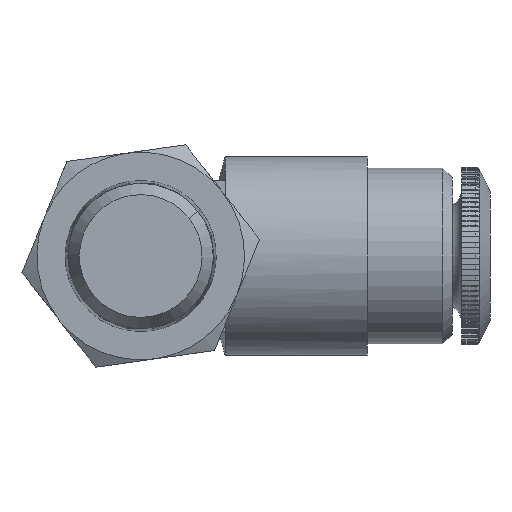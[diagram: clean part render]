
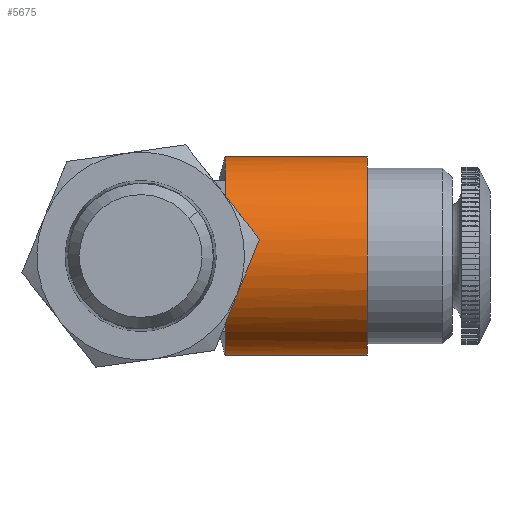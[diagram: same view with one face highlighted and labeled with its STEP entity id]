
A CAD part, front view. The second image highlights one B-rep face of the part: STEP entity #5675.
In plain terms, the highlighted cylindrical face has radius 5.25 mm (diameter 10.5 mm), a partial arc.
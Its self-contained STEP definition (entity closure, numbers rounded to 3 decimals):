
#222 = EDGE_CURVE ( 'NONE', #6405, #8578, #6163, .T. ) ;
#223 = EDGE_CURVE ( 'NONE', #8579, #1747, #6166, .T. ) ;
#224 = EDGE_CURVE ( 'NONE', #1747, #6411, #6165, .T. ) ;
#225 = EDGE_CURVE ( 'NONE', #7696, #6397, #6167, .T. ) ;
#228 = EDGE_CURVE ( 'NONE', #8579, #8578, #8550, .T. ) ;
#233 = EDGE_CURVE ( 'NONE', #6397, #6411, #6175, .T. ) ;
#234 = EDGE_CURVE ( 'NONE', #7696, #6409, #6177, .T. ) ;
#246 = EDGE_CURVE ( 'NONE', #6409, #6405, #6186, .T. ) ;
#343 = AXIS2_PLACEMENT_3D ( 'NONE', #607, #603, #604 ) ;
#603 = DIRECTION ( 'NONE',  ( -1., 0., 0. ) ) ;
#604 = DIRECTION ( 'NONE',  ( 0., 0., 1. ) ) ;
#607 = CARTESIAN_POINT ( 'NONE',  ( 0., 18., 0. ) ) ;
#798 = CARTESIAN_POINT ( 'NONE',  ( 12., 18., 5.25 ) ) ;
#801 = CARTESIAN_POINT ( 'NONE',  ( 4.469, 14.6, -4. ) ) ;
#803 = CARTESIAN_POINT ( 'NONE',  ( 4.469, 18., -5.25 ) ) ;
#804 = CARTESIAN_POINT ( 'NONE',  ( 4.469, 18., 5.25 ) ) ;
#808 = CARTESIAN_POINT ( 'NONE',  ( 12., 18., -5.25 ) ) ;
#1747 = VERTEX_POINT ( 'NONE', #2153 ) ;
#2153 = CARTESIAN_POINT ( 'NONE',  ( 4.469, 14.6, 4. ) ) ;
#2761 = DIRECTION ( 'NONE',  ( -1., 0., 0. ) ) ;
#3558 = AXIS2_PLACEMENT_3D ( 'NONE', #5891, #5892, #5893 ) ;
#3559 = AXIS2_PLACEMENT_3D ( 'NONE', #5894, #5895, #5896 ) ;
#3560 = AXIS2_PLACEMENT_3D ( 'NONE', #5897, #5898, #5899 ) ;
#3561 = AXIS2_PLACEMENT_3D ( 'NONE', #5900, #2761, #7239 ) ;
#3570 = AXIS2_PLACEMENT_3D ( 'NONE', #5791, #5792, #5793 ) ;
#5304 = FACE_OUTER_BOUND ( 'NONE', #6049, .T. ) ;
#5307 = CYLINDRICAL_SURFACE ( 'NONE', #343, 5.25 ) ;
#5675 = ADVANCED_FACE ( 'NONE', ( #5304 ), #5307, .T. ) ;
#5791 = CARTESIAN_POINT ( 'NONE',  ( 4.469, 18., 0. ) ) ;
#5792 = DIRECTION ( 'NONE',  ( -1., 0., 0. ) ) ;
#5793 = DIRECTION ( 'NONE',  ( 0., 0., 1. ) ) ;
#5891 = CARTESIAN_POINT ( 'NONE',  ( 4.469, 18., 0. ) ) ;
#5892 = DIRECTION ( 'NONE',  ( -1., 0., 0. ) ) ;
#5893 = DIRECTION ( 'NONE',  ( 0., 0., 1. ) ) ;
#5894 = CARTESIAN_POINT ( 'NONE',  ( 4.469, 18., 0. ) ) ;
#5895 = DIRECTION ( 'NONE',  ( -1., 0., 0. ) ) ;
#5896 = DIRECTION ( 'NONE',  ( 0., 0., 1. ) ) ;
#5897 = CARTESIAN_POINT ( 'NONE',  ( 4.469, 18., 0. ) ) ;
#5898 = DIRECTION ( 'NONE',  ( -1., 0., 0. ) ) ;
#5899 = DIRECTION ( 'NONE',  ( 0., 0., 1. ) ) ;
#5900 = CARTESIAN_POINT ( 'NONE',  ( 12., 18., 0. ) ) ;
#6049 = EDGE_LOOP ( 'NONE', ( #7054, #7055, #7056, #7057, #7058, #7059, #7060, #7061 ) ) ;
#6163 = CIRCLE ( 'NONE', #3558, 5.25 ) ;
#6165 = CIRCLE ( 'NONE', #3560, 5.25 ) ;
#6166 = CIRCLE ( 'NONE', #3559, 5.25 ) ;
#6167 = CIRCLE ( 'NONE', #3561, 5.25 ) ;
#6175 = LINE ( 'NONE', #7260, #6178 ) ;
#6177 = LINE ( 'NONE', #7262, #6180 ) ;
#6178 = VECTOR ( 'NONE', #7261, 1000. ) ;
#6180 = VECTOR ( 'NONE', #7263, 1000. ) ;
#6186 = CIRCLE ( 'NONE', #3570, 5.25 ) ;
#6397 = VERTEX_POINT ( 'NONE', #798 ) ;
#6405 = VERTEX_POINT ( 'NONE', #801 ) ;
#6409 = VERTEX_POINT ( 'NONE', #803 ) ;
#6411 = VERTEX_POINT ( 'NONE', #804 ) ;
#7054 = ORIENTED_EDGE ( 'NONE', *, *, #234, .F. ) ;
#7055 = ORIENTED_EDGE ( 'NONE', *, *, #225, .T. ) ;
#7056 = ORIENTED_EDGE ( 'NONE', *, *, #233, .T. ) ;
#7057 = ORIENTED_EDGE ( 'NONE', *, *, #224, .F. ) ;
#7058 = ORIENTED_EDGE ( 'NONE', *, *, #223, .F. ) ;
#7059 = ORIENTED_EDGE ( 'NONE', *, *, #228, .T. ) ;
#7060 = ORIENTED_EDGE ( 'NONE', *, *, #222, .F. ) ;
#7061 = ORIENTED_EDGE ( 'NONE', *, *, #246, .F. ) ;
#7239 = DIRECTION ( 'NONE',  ( 0., 0., -1. ) ) ;
#7243 = CARTESIAN_POINT ( 'NONE',  ( 5.539, 12.461, 1.02 ) ) ;
#7247 = CARTESIAN_POINT ( 'NONE',  ( 4.469, 13.531, 2.755 ) ) ;
#7248 = CARTESIAN_POINT ( 'NONE',  ( 5.539, 12.461, -1.02 ) ) ;
#7249 = CARTESIAN_POINT ( 'NONE',  ( 4.469, 13.531, -2.755 ) ) ;
#7260 = CARTESIAN_POINT ( 'NONE',  ( 0., 18., 5.25 ) ) ;
#7261 = DIRECTION ( 'NONE',  ( -1., 0., 0. ) ) ;
#7262 = CARTESIAN_POINT ( 'NONE',  ( 0., 18., -5.25 ) ) ;
#7263 = DIRECTION ( 'NONE',  ( -1., 0., 0. ) ) ;
#7696 = VERTEX_POINT ( 'NONE', #808 ) ;
#8550 =( BOUNDED_CURVE ( )  B_SPLINE_CURVE ( 3, ( #7247, #7243, #7248, #7249 ),
 .UNSPECIFIED., .F., .F. ) 
 B_SPLINE_CURVE_WITH_KNOTS ( ( 4, 4 ),
 ( 5.731, 6.836 ),
 .UNSPECIFIED. ) 
 CURVE ( )  GEOMETRIC_REPRESENTATION_ITEM ( )  RATIONAL_B_SPLINE_CURVE ( ( 1., 0.901, 0.901, 1. ) ) 
 REPRESENTATION_ITEM ( '' )  );
#8578 = VERTEX_POINT ( 'NONE', #9304 ) ;
#8579 = VERTEX_POINT ( 'NONE', #9305 ) ;
#9304 = CARTESIAN_POINT ( 'NONE',  ( 4.469, 13.531, -2.755 ) ) ;
#9305 = CARTESIAN_POINT ( 'NONE',  ( 4.469, 13.531, 2.755 ) ) ;
